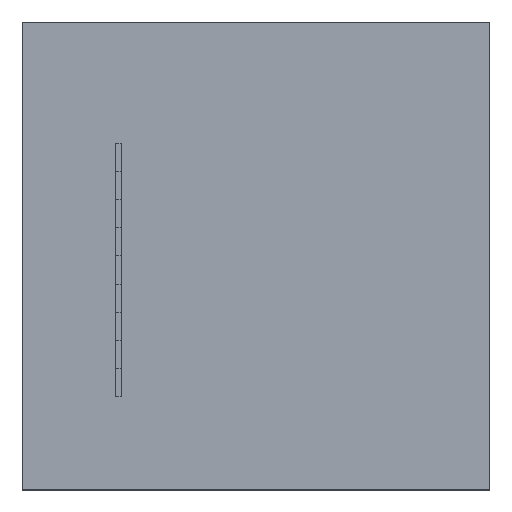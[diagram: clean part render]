
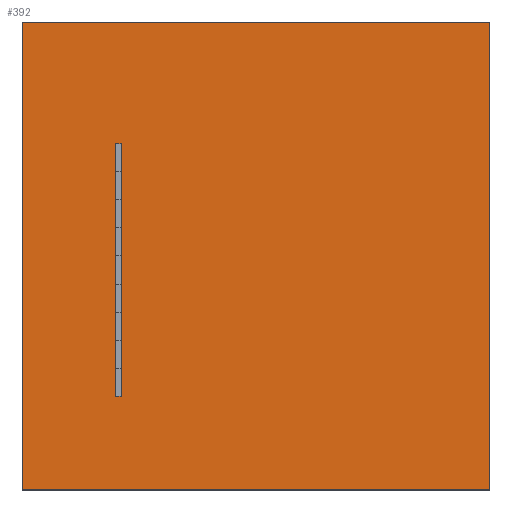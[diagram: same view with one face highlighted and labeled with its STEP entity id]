
A CAD part, top view. The second image highlights one B-rep face of the part: STEP entity #392.
In plain terms, the highlighted planar face has unit normal (0, 0, 1).
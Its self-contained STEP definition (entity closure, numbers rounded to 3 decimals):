
#78 = VERTEX_POINT('',#79);
#79 = CARTESIAN_POINT('',(-1000.,-1000.,200.));
#86 = PLANE('',#87);
#87 = AXIS2_PLACEMENT_3D('',#88,#89,#90);
#88 = CARTESIAN_POINT('',(-1000.,-1000.,0.));
#89 = DIRECTION('',(1.,0.,-0.));
#90 = DIRECTION('',(0.,0.,1.));
#98 = PLANE('',#99);
#99 = AXIS2_PLACEMENT_3D('',#100,#101,#102);
#100 = CARTESIAN_POINT('',(-1000.,-1000.,0.));
#101 = DIRECTION('',(-0.,1.,0.));
#102 = DIRECTION('',(0.,0.,1.));
#139 = VERTEX_POINT('',#140);
#140 = CARTESIAN_POINT('',(-1000.,4000.,200.));
#154 = PLANE('',#155);
#155 = AXIS2_PLACEMENT_3D('',#156,#157,#158);
#156 = CARTESIAN_POINT('',(-1000.,4000.,0.));
#157 = DIRECTION('',(-0.,1.,0.));
#158 = DIRECTION('',(0.,0.,1.));
#166 = EDGE_CURVE('',#78,#139,#167,.T.);
#167 = SURFACE_CURVE('',#168,(#172,#179),.PCURVE_S1.);
#168 = LINE('',#169,#170);
#169 = CARTESIAN_POINT('',(-1000.,-1000.,200.));
#170 = VECTOR('',#171,1.);
#171 = DIRECTION('',(-0.,1.,0.));
#172 = PCURVE('',#86,#173);
#173 = DEFINITIONAL_REPRESENTATION('',(#174),#178);
#174 = LINE('',#175,#176);
#175 = CARTESIAN_POINT('',(200.,0.));
#176 = VECTOR('',#177,1.);
#177 = DIRECTION('',(0.,-1.));
#178 = ( GEOMETRIC_REPRESENTATION_CONTEXT(2) 
PARAMETRIC_REPRESENTATION_CONTEXT() REPRESENTATION_CONTEXT('2D SPACE',''
  ) );
#179 = PCURVE('',#180,#185);
#180 = PLANE('',#181);
#181 = AXIS2_PLACEMENT_3D('',#182,#183,#184);
#182 = CARTESIAN_POINT('',(-1000.,-1000.,200.));
#183 = DIRECTION('',(0.,0.,1.));
#184 = DIRECTION('',(1.,0.,-0.));
#185 = DEFINITIONAL_REPRESENTATION('',(#186),#190);
#186 = LINE('',#187,#188);
#187 = CARTESIAN_POINT('',(0.,0.));
#188 = VECTOR('',#189,1.);
#189 = DIRECTION('',(0.,1.));
#190 = ( GEOMETRIC_REPRESENTATION_CONTEXT(2) 
PARAMETRIC_REPRESENTATION_CONTEXT() REPRESENTATION_CONTEXT('2D SPACE',''
  ) );
#198 = VERTEX_POINT('',#199);
#199 = CARTESIAN_POINT('',(4000.,-1000.,200.));
#206 = PLANE('',#207);
#207 = AXIS2_PLACEMENT_3D('',#208,#209,#210);
#208 = CARTESIAN_POINT('',(4000.,-1000.,0.));
#209 = DIRECTION('',(1.,0.,-0.));
#210 = DIRECTION('',(0.,0.,1.));
#249 = VERTEX_POINT('',#250);
#250 = CARTESIAN_POINT('',(4000.,4000.,200.));
#271 = EDGE_CURVE('',#198,#249,#272,.T.);
#272 = SURFACE_CURVE('',#273,(#277,#284),.PCURVE_S1.);
#273 = LINE('',#274,#275);
#274 = CARTESIAN_POINT('',(4000.,-1000.,200.));
#275 = VECTOR('',#276,1.);
#276 = DIRECTION('',(-0.,1.,0.));
#277 = PCURVE('',#206,#278);
#278 = DEFINITIONAL_REPRESENTATION('',(#279),#283);
#279 = LINE('',#280,#281);
#280 = CARTESIAN_POINT('',(200.,0.));
#281 = VECTOR('',#282,1.);
#282 = DIRECTION('',(0.,-1.));
#283 = ( GEOMETRIC_REPRESENTATION_CONTEXT(2) 
PARAMETRIC_REPRESENTATION_CONTEXT() REPRESENTATION_CONTEXT('2D SPACE',''
  ) );
#284 = PCURVE('',#180,#285);
#285 = DEFINITIONAL_REPRESENTATION('',(#286),#290);
#286 = LINE('',#287,#288);
#287 = CARTESIAN_POINT('',(5000.,0.));
#288 = VECTOR('',#289,1.);
#289 = DIRECTION('',(0.,1.));
#290 = ( GEOMETRIC_REPRESENTATION_CONTEXT(2) 
PARAMETRIC_REPRESENTATION_CONTEXT() REPRESENTATION_CONTEXT('2D SPACE',''
  ) );
#317 = EDGE_CURVE('',#78,#198,#318,.T.);
#318 = SURFACE_CURVE('',#319,(#323,#330),.PCURVE_S1.);
#319 = LINE('',#320,#321);
#320 = CARTESIAN_POINT('',(-1000.,-1000.,200.));
#321 = VECTOR('',#322,1.);
#322 = DIRECTION('',(1.,0.,-0.));
#323 = PCURVE('',#98,#324);
#324 = DEFINITIONAL_REPRESENTATION('',(#325),#329);
#325 = LINE('',#326,#327);
#326 = CARTESIAN_POINT('',(200.,0.));
#327 = VECTOR('',#328,1.);
#328 = DIRECTION('',(0.,1.));
#329 = ( GEOMETRIC_REPRESENTATION_CONTEXT(2) 
PARAMETRIC_REPRESENTATION_CONTEXT() REPRESENTATION_CONTEXT('2D SPACE',''
  ) );
#330 = PCURVE('',#180,#331);
#331 = DEFINITIONAL_REPRESENTATION('',(#332),#336);
#332 = LINE('',#333,#334);
#333 = CARTESIAN_POINT('',(0.,0.));
#334 = VECTOR('',#335,1.);
#335 = DIRECTION('',(1.,0.));
#336 = ( GEOMETRIC_REPRESENTATION_CONTEXT(2) 
PARAMETRIC_REPRESENTATION_CONTEXT() REPRESENTATION_CONTEXT('2D SPACE',''
  ) );
#364 = EDGE_CURVE('',#139,#249,#365,.T.);
#365 = SURFACE_CURVE('',#366,(#370,#377),.PCURVE_S1.);
#366 = LINE('',#367,#368);
#367 = CARTESIAN_POINT('',(-1000.,4000.,200.));
#368 = VECTOR('',#369,1.);
#369 = DIRECTION('',(1.,0.,-0.));
#370 = PCURVE('',#154,#371);
#371 = DEFINITIONAL_REPRESENTATION('',(#372),#376);
#372 = LINE('',#373,#374);
#373 = CARTESIAN_POINT('',(200.,0.));
#374 = VECTOR('',#375,1.);
#375 = DIRECTION('',(0.,1.));
#376 = ( GEOMETRIC_REPRESENTATION_CONTEXT(2) 
PARAMETRIC_REPRESENTATION_CONTEXT() REPRESENTATION_CONTEXT('2D SPACE',''
  ) );
#377 = PCURVE('',#180,#378);
#378 = DEFINITIONAL_REPRESENTATION('',(#379),#383);
#379 = LINE('',#380,#381);
#380 = CARTESIAN_POINT('',(0.,5000.));
#381 = VECTOR('',#382,1.);
#382 = DIRECTION('',(1.,0.));
#383 = ( GEOMETRIC_REPRESENTATION_CONTEXT(2) 
PARAMETRIC_REPRESENTATION_CONTEXT() REPRESENTATION_CONTEXT('2D SPACE',''
  ) );
#392 = ADVANCED_FACE('',(#393),#180,.T.);
#393 = FACE_BOUND('',#394,.T.);
#394 = EDGE_LOOP('',(#395,#396,#397,#398));
#395 = ORIENTED_EDGE('',*,*,#166,.F.);
#396 = ORIENTED_EDGE('',*,*,#317,.T.);
#397 = ORIENTED_EDGE('',*,*,#271,.T.);
#398 = ORIENTED_EDGE('',*,*,#364,.F.);
